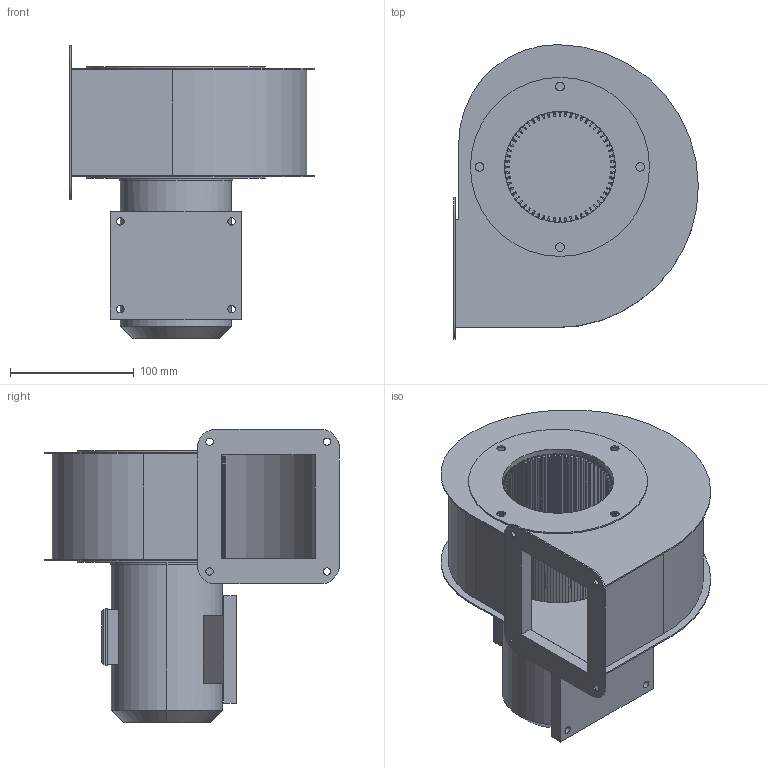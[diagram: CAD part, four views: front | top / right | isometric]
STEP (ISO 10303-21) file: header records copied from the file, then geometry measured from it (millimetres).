
FILE_DESCRIPTION (( 'STEP AP214' ), '1' );
FILE_NAME ('DIC_100.STEP', '2017-04-03T07:12:04', ( '' ), ( '' ), 'SwSTEP 2.0', 'SolidWorks 2016', '' );
FILE_SCHEMA (( 'AUTOMOTIVE_DESIGN' ));
Length unit declared in the file: millimetre
Products named in the file (1): DIC_100
Bounding box: 198 x 238.5 x 237.3 mm (x, y, z)
Volume: 1201723.8 mm3; surface area: 409975 mm2
Topology: 1 solids, 1 shells, 1669 faces, 4051 edges, 2332 vertices
Faces by surface type: plane 664, cylinder 528, torus 209, sphere 146, bspline 120, cone 2
Entity records: 68817 total; most frequent: CARTESIAN_POINT 12721, DIRECTION 8346, ORIENTED_EDGE 7638, EDGE_CURVE 3819, AXIS2_PLACEMENT_3D 3237, VERTEX_POINT 2280, VECTOR 1872, LINE 1872
